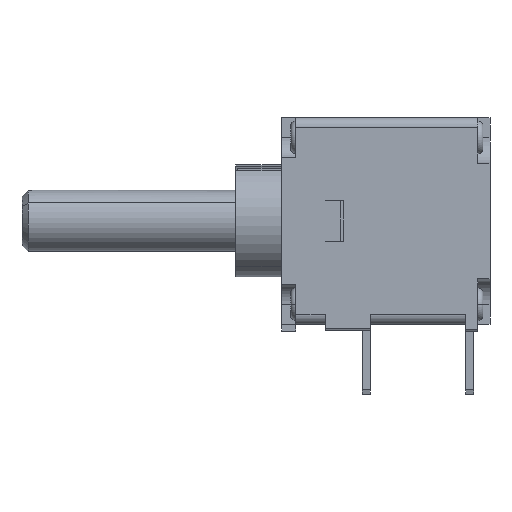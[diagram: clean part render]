
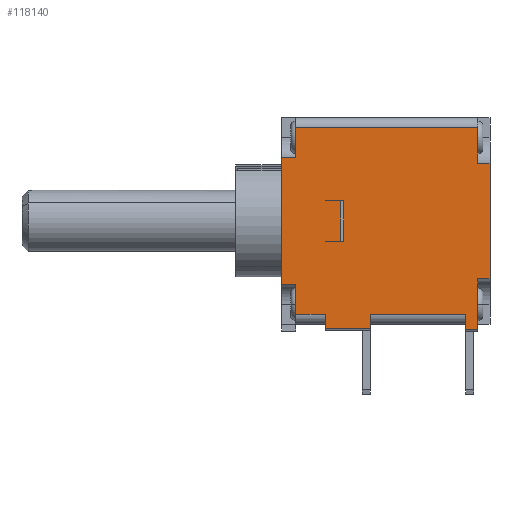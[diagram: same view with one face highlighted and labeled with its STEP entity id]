
A CAD part, left-side view. The second image highlights one B-rep face of the part: STEP entity #118140.
In plain terms, the highlighted face is planar.
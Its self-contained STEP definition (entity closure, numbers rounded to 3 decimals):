
#9000=CARTESIAN_POINT('',(-0.5,-2.85,5.08));
#9010=VERTEX_POINT('',#9000);
#9040=CARTESIAN_POINT('',(3.04,-2.85,5.08));
#9050=DIRECTION('',(-1.,0.,0.));
#9060=VECTOR('',#9050,1.);
#9070=LINE('',#9040,#9060);
#9080=CARTESIAN_POINT('',(0.1,-2.85,5.08));
#9090=VERTEX_POINT('',#9080);
#9100=EDGE_CURVE('',#9090,#9010,#9070,.T.);
#9820=CARTESIAN_POINT('',(0.1,3.266,5.08));
#9830=DIRECTION('',(0.,-1.,0.));
#9840=VECTOR('',#9830,1.);
#9850=LINE('',#9820,#9840);
#9860=CARTESIAN_POINT('',(0.1,-4.58,5.08));
#9870=VERTEX_POINT('',#9860);
#9880=EDGE_CURVE('',#9090,#9870,#9850,.T.);
#11240=CARTESIAN_POINT('',(-0.5,2.85,5.08));
#11250=VERTEX_POINT('',#11240);
#11420=CARTESIAN_POINT('',(0.1,2.85,5.08));
#11430=VERTEX_POINT('',#11420);
#11460=CARTESIAN_POINT('',(3.04,2.85,5.08));
#11470=DIRECTION('',(1.,0.,0.));
#11480=VECTOR('',#11470,1.);
#11490=LINE('',#11460,#11480);
#11500=EDGE_CURVE('',#11250,#11430,#11490,.T.);
#16810=CARTESIAN_POINT('',(0.7,4.58,5.08));
#16820=VERTEX_POINT('',#16810);
#16870=CARTESIAN_POINT('',(0.7,3.266,5.08));
#16880=DIRECTION('',(0.,1.,0.));
#16890=VECTOR('',#16880,1.);
#16900=LINE('',#16870,#16890);
#16910=CARTESIAN_POINT('',(0.7,5.32,5.08));
#16920=VERTEX_POINT('',#16910);
#16930=EDGE_CURVE('',#16820,#16920,#16900,.T.);
#19270=CARTESIAN_POINT('',(3.04,5.32,5.08));
#19280=DIRECTION('',(-1.,0.,0.));
#19290=VECTOR('',#19280,1.);
#19300=LINE('',#19270,#19290);
#19310=CARTESIAN_POINT('',(0.1,5.32,5.08));
#19320=VERTEX_POINT('',#19310);
#19330=EDGE_CURVE('',#16920,#19320,#19300,.T.);
#43770=CARTESIAN_POINT('',(-0.5,3.266,5.08));
#43780=DIRECTION('',(0.,-1.,0.));
#43790=VECTOR('',#43780,1.);
#43800=LINE('',#43770,#43790);
#43810=EDGE_CURVE('',#11250,#9010,#43800,.T.);
#98230=CARTESIAN_POINT('',(7.6,1.,5.08));
#98240=VERTEX_POINT('',#98230);
#98570=CARTESIAN_POINT('',(6.7,1.,5.08));
#98580=VERTEX_POINT('',#98570);
#98610=CARTESIAN_POINT('',(7.6,1.,5.08));
#98620=DIRECTION('',(-1.,0.,0.));
#98630=VECTOR('',#98620,1.);
#98640=LINE('',#98610,#98630);
#98650=EDGE_CURVE('',#98240,#98580,#98640,.T.);
#98970=CARTESIAN_POINT('',(7.6,-1.,5.08));
#98980=VERTEX_POINT('',#98970);
#99010=CARTESIAN_POINT('',(7.6,-1.,5.08));
#99020=DIRECTION('',(1.,0.,0.));
#99030=VECTOR('',#99020,1.);
#99040=LINE('',#99010,#99030);
#99050=CARTESIAN_POINT('',(6.7,-1.,5.08));
#99060=VERTEX_POINT('',#99050);
#99070=EDGE_CURVE('',#99060,#98980,#99040,.T.);
#99410=CARTESIAN_POINT('',(6.7,5.08,5.08));
#99420=DIRECTION('',(0.,-1.,0.));
#99430=VECTOR('',#99420,1.);
#99440=LINE('',#99410,#99430);
#99450=EDGE_CURVE('',#98580,#99060,#99440,.T.);
#107920=CARTESIAN_POINT('',(5.38,5.29,5.08));
#107930=VERTEX_POINT('',#107920);
#107960=CARTESIAN_POINT('',(5.38,5.08,5.08));
#107970=DIRECTION('',(0.,-1.,0.));
#107980=VECTOR('',#107970,1.);
#107990=LINE('',#107960,#107980);
#108000=CARTESIAN_POINT('',(5.38,4.58,5.08));
#108010=VERTEX_POINT('',#108000);
#108020=EDGE_CURVE('',#107930,#108010,#107990,.T.);
#108340=CARTESIAN_POINT('',(7.6,5.29,5.08));
#108350=VERTEX_POINT('',#108340);
#108380=CARTESIAN_POINT('',(7.6,5.29,5.08));
#108390=DIRECTION('',(-1.,0.,0.));
#108400=VECTOR('',#108390,1.);
#108410=LINE('',#108380,#108400);
#108420=EDGE_CURVE('',#108350,#107930,#108410,.T.);
#109510=CARTESIAN_POINT('',(7.6,4.58,5.08));
#109520=VERTEX_POINT('',#109510);
#109550=CARTESIAN_POINT('',(7.6,-5.08,5.08));
#109560=DIRECTION('',(0.,1.,0.));
#109570=VECTOR('',#109560,1.);
#109580=LINE('',#109550,#109570);
#109590=EDGE_CURVE('',#109520,#108350,#109580,.T.);
#110120=CARTESIAN_POINT('',(9.05,4.58,5.08));
#110130=VERTEX_POINT('',#110120);
#110160=CARTESIAN_POINT('',(7.6,4.58,
5.08));
#110170=DIRECTION('',(1.,0.,0.));
#110180=VECTOR('',#110170,1.);
#110190=LINE('',#110160,#110180);
#110200=EDGE_CURVE('',#109520,#110130,#110190,.T.);
#113820=CARTESIAN_POINT('',(9.05,3.1,5.08));
#113830=VERTEX_POINT('',#113820);
#113860=CARTESIAN_POINT('',(9.05,5.08,5.08));
#113870=DIRECTION('',(0.,-1.,0.));
#113880=VECTOR('',#113870,1.);
#113890=LINE('',#113860,#113880);
#113900=EDGE_CURVE('',#110130,#113830,#113890,.T.);
#114800=CARTESIAN_POINT('',(6.85,0.99,
5.08));
#114810=VERTEX_POINT('',#114800);
#114840=CARTESIAN_POINT('',(6.85,5.08,
5.08));
#114850=DIRECTION('',(0.,1.,0.));
#114860=VECTOR('',#114850,1.);
#114870=LINE('',#114840,#114860);
#114880=CARTESIAN_POINT('',(6.85,-0.99,5.08));
#114890=VERTEX_POINT('',#114880);
#114900=EDGE_CURVE('',#114890,#114810,#114870,.T.);
#115110=CARTESIAN_POINT('',(7.6,-0.99,5.08));
#115120=DIRECTION('',(1.,0.,0.));
#115130=VECTOR('',#115120,1.);
#115140=LINE('',#115110,#115130);
#115150=CARTESIAN_POINT('',(7.6,-0.99,5.08));
#115160=VERTEX_POINT('',#115150);
#115170=EDGE_CURVE('',#114890,#115160,#115140,.T.);
#115340=CARTESIAN_POINT('',(7.6,5.08,
5.08));
#115350=DIRECTION('',(0.,-1.,0.));
#115360=VECTOR('',#115350,1.);
#115370=LINE('',#115340,#115360);
#115380=EDGE_CURVE('',#115160,#98980,#115370,.T.);
#117280=CARTESIAN_POINT('',(7.6,-5.08,5.08));
#117290=DIRECTION('',(0.,0.,1.));
#117300=DIRECTION('',(0.,1.,0.));
#117310=AXIS2_PLACEMENT_3D('',#117280,#117290,#117300);
#117320=PLANE('',#117310);
#117330=ORIENTED_EDGE('',*,*,#99450,.F.);
#117340=ORIENTED_EDGE('',*,*,#99070,.F.);
#117350=ORIENTED_EDGE('',*,*,#115380,.T.);
#117360=ORIENTED_EDGE('',*,*,#115170,.T.);
#117370=ORIENTED_EDGE('',*,*,#114900,.F.);
#117380=CARTESIAN_POINT('',(7.6,0.99,
5.08));
#117390=DIRECTION('',(1.,0.,0.));
#117400=VECTOR('',#117390,1.);
#117410=LINE('',#117380,#117400);
#117420=CARTESIAN_POINT('',(7.6,0.99,
5.08));
#117430=VERTEX_POINT('',#117420);
#117440=EDGE_CURVE('',#114810,#117430,#117410,.T.);
#117450=ORIENTED_EDGE('',*,*,#117440,.F.);
#117460=EDGE_CURVE('',#98240,#117430,#115370,.T.);
#117470=ORIENTED_EDGE('',*,*,#117460,.T.);
#117480=ORIENTED_EDGE('',*,*,#98650,.F.);
#117490=EDGE_LOOP('',(#117480,#117470,#117450,#117370,#117360,#117350,
#117340,#117330));
#117500=FACE_BOUND('',#117490,.T.);
#117510=ORIENTED_EDGE('',*,*,#110200,.F.);
#117520=ORIENTED_EDGE('',*,*,#113900,.F.);
#117530=CARTESIAN_POINT('',(7.6,3.1,
5.08));
#117540=DIRECTION('',(1.,0.,0.));
#117550=VECTOR('',#117540,1.);
#117560=LINE('',#117530,#117550);
#117570=CARTESIAN_POINT('',(9.75,3.1,
5.08));
#117580=VERTEX_POINT('',#117570);
#117590=EDGE_CURVE('',#113830,#117580,#117560,.T.);
#117600=ORIENTED_EDGE('',*,*,#117590,.F.);
#117610=CARTESIAN_POINT('',(9.75,5.08,5.08));
#117620=DIRECTION('',(0.,1.,0.));
#117630=VECTOR('',#117620,1.);
#117640=LINE('',#117610,#117630);
#117650=CARTESIAN_POINT('',(9.75,-3.1,5.08));
#117660=VERTEX_POINT('',#117650);
#117670=EDGE_CURVE('',#117660,#117580,#117640,.T.);
#117680=ORIENTED_EDGE('',*,*,#117670,.T.);
#117690=CARTESIAN_POINT('',(7.6,-3.1,5.08));
#117700=DIRECTION('',(1.,0.,0.));
#117710=VECTOR('',#117700,1.);
#117720=LINE('',#117690,#117710);
#117730=CARTESIAN_POINT('',(9.05,-3.1,5.08));
#117740=VERTEX_POINT('',#117730);
#117750=EDGE_CURVE('',#117740,#117660,#117720,.T.);
#117760=ORIENTED_EDGE('',*,*,#117750,.T.);
#117770=CARTESIAN_POINT('',(9.05,5.08,5.08));
#117780=DIRECTION('',(0.,-1.,0.));
#117790=VECTOR('',#117780,1.);
#117800=LINE('',#117770,#117790);
#117810=CARTESIAN_POINT('',(9.05,-4.58,5.08));
#117820=VERTEX_POINT('',#117810);
#117830=EDGE_CURVE('',#117740,#117820,#117800,.T.);
#117840=ORIENTED_EDGE('',*,*,#117830,.F.);
#117850=CARTESIAN_POINT('',(7.6,-4.58,5.08));
#117860=DIRECTION('',(-1.,0.,0.));
#117870=VECTOR('',#117860,1.);
#117880=LINE('',#117850,#117870);
#117890=EDGE_CURVE('',#117820,#9870,#117880,.T.);
#117900=ORIENTED_EDGE('',*,*,#117890,.F.);
#117910=ORIENTED_EDGE('',*,*,#9880,.T.);
#117920=ORIENTED_EDGE('',*,*,#9100,.F.);
#117930=ORIENTED_EDGE('',*,*,#43810,.T.);
#117940=ORIENTED_EDGE('',*,*,#11500,.F.);
#117950=CARTESIAN_POINT('',(0.1,3.266,5.08));
#117960=DIRECTION('',(0.,-1.,0.));
#117970=VECTOR('',#117960,1.);
#117980=LINE('',#117950,#117970);
#117990=EDGE_CURVE('',#19320,#11430,#117980,.T.);
#118000=ORIENTED_EDGE('',*,*,#117990,.T.);
#118010=ORIENTED_EDGE('',*,*,#19330,.T.);
#118020=ORIENTED_EDGE('',*,*,#16930,.T.);
#118030=CARTESIAN_POINT('',(3.04,4.58,5.08));
#118040=DIRECTION('',(-1.,0.,0.));
#118050=VECTOR('',#118040,1.);
#118060=LINE('',#118030,#118050);
#118070=EDGE_CURVE('',#108010,#16820,#118060,.T.);
#118080=ORIENTED_EDGE('',*,*,#118070,.T.);
#118090=ORIENTED_EDGE('',*,*,#108020,.T.);
#118100=ORIENTED_EDGE('',*,*,#108420,.T.);
#118110=ORIENTED_EDGE('',*,*,#109590,.T.);
#118120=EDGE_LOOP('',(#118110,#118100,#118090,#118080,#118020,#118010,
#118000,#117940,#117930,#117920,#117910,#117900,#117840,#117760,#117680,
#117600,#117520,#117510));
#118130=FACE_OUTER_BOUND('',#118120,.T.);
#118140=ADVANCED_FACE('',(#117500,#118130),#117320,.T.);
